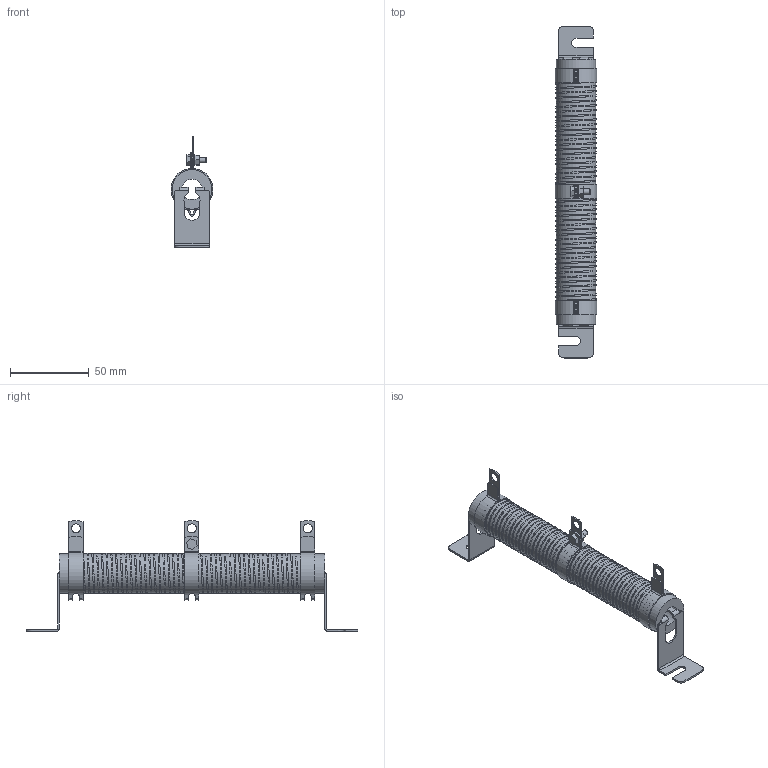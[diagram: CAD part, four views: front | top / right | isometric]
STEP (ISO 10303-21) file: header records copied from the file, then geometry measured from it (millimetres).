
FILE_DESCRIPTION(/* description */ ('Unknown'),/* implementation_level */ '2;1');
FILE_NAME(/* name */ 'RSSD 25x168_2EMN',/* time_stamp */ '2018-02-15T14:20:23+01:00',/* author */ ('Unknown'),/* organization */ ('Unknown'),/* preprocessor_version */ 'ST-DEVELOPER v16.7',/* originating_system */ 'DEX',/* authorisation */ $);
FILE_SCHEMA (('AUTOMOTIVE_DESIGN {1 0 10303 214 3 1 1}'));
Length unit declared in the file: millimetre
Products named in the file (8): PE RSSD 25x168; tube 25x 168; Bobinage 25x168; collier AN 25x168; double equerre 2E MN; collier curseur AN 25x168; vis 3,5; ecrou
Assembly tree (9 placements, depth 2):
  PE RSSD 25x168
    tube 25x 168
    Bobinage 25x168
    collier AN 25x168  x2
    double equerre 2E MN  x2
    collier curseur AN 25x168
    vis 3,5
    ecrou
Bounding box: 26.57 x 210.4 x 70.38 mm (x, y, z)
Volume: 66183.6 mm3; surface area: 41026.4 mm2
Topology: 9 solids, 9 shells, 280 faces, 805 edges, 540 vertices
Faces by surface type: plane 123, cylinder 112, bspline 44, cone 1
Full cylindrical faces by diameter (mm): 2.85 x1, 3.5 x2, 3.757 x1, 3.8 x2, 5.7 x3, 7.297 x1, 13 x1, 25 x1
Entity records: 11412 total; most frequent: CARTESIAN_POINT 6449, ORIENTED_EDGE 1004, DIRECTION 884, EDGE_CURVE 502, VERTEX_POINT 344, AXIS2_PLACEMENT_3D 307, LINE 270, VECTOR 270
